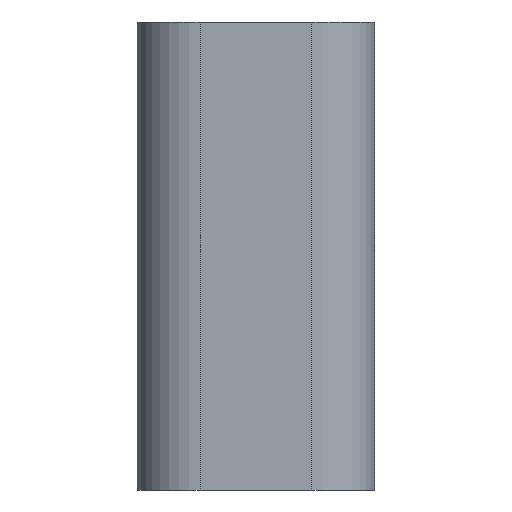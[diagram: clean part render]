
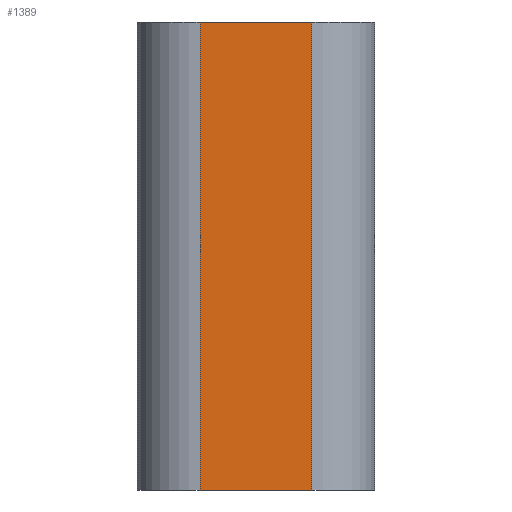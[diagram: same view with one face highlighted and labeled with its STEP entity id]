
A CAD part, left-side view. The second image highlights one B-rep face of the part: STEP entity #1389.
In plain terms, the highlighted planar face has unit normal (-1, 0, 0).
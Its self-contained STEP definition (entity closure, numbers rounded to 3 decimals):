
#33 = PLANE ( 'NONE',  #41 ) ;
#41 = AXIS2_PLACEMENT_3D ( 'NONE', #802, #948, #340 ) ;
#48 = VECTOR ( 'NONE', #1293, 1000. ) ;
#205 = EDGE_CURVE ( 'NONE', #1174, #431, #1504, .T. ) ;
#225 = ORIENTED_EDGE ( 'NONE', *, *, #826, .F. ) ;
#340 = DIRECTION ( 'NONE',  ( 0., 1., 0. ) ) ;
#414 = DIRECTION ( 'NONE',  ( 0., 1., 0. ) ) ;
#425 = LINE ( 'NONE', #646, #859 ) ;
#426 = ORIENTED_EDGE ( 'NONE', *, *, #469, .F. ) ;
#431 = VERTEX_POINT ( 'NONE', #1935 ) ;
#469 = EDGE_CURVE ( 'NONE', #532, #1759, #754, .T. ) ;
#479 = DIRECTION ( 'NONE',  ( 0., -1., 0. ) ) ;
#482 = DIRECTION ( 'NONE',  ( 0., 0., -1. ) ) ;
#526 = VECTOR ( 'NONE', #414, 1000. ) ;
#532 = VERTEX_POINT ( 'NONE', #1967 ) ;
#646 = CARTESIAN_POINT ( 'NONE',  ( -5.877, 0.795, 3.18 ) ) ;
#754 = LINE ( 'NONE', #1332, #526 ) ;
#802 = CARTESIAN_POINT ( 'NONE',  ( -5.877, 1.892, 3.18 ) ) ;
#813 = CARTESIAN_POINT ( 'NONE',  ( -5.877, 2.225, 3.18 ) ) ;
#826 = EDGE_CURVE ( 'NONE', #431, #532, #425, .T. ) ;
#859 = VECTOR ( 'NONE', #482, 1000. ) ;
#948 = DIRECTION ( 'NONE',  ( 1., 0., 0. ) ) ;
#1025 = CARTESIAN_POINT ( 'NONE',  ( -5.877, 2.225, 6.01 ) ) ;
#1074 = CARTESIAN_POINT ( 'NONE',  ( -5.877, 2.225, 0. ) ) ;
#1152 = EDGE_LOOP ( 'NONE', ( #225, #1298, #1508, #426 ) ) ;
#1174 = VERTEX_POINT ( 'NONE', #1025 ) ;
#1233 = CARTESIAN_POINT ( 'NONE',  ( -5.877, 2.225, 6.01 ) ) ;
#1269 = LINE ( 'NONE', #813, #48 ) ;
#1293 = DIRECTION ( 'NONE',  ( 0., 0., 1. ) ) ;
#1298 = ORIENTED_EDGE ( 'NONE', *, *, #205, .F. ) ;
#1332 = CARTESIAN_POINT ( 'NONE',  ( -5.877, 1.892, 0. ) ) ;
#1389 = ADVANCED_FACE ( 'NONE', ( #1414 ), #33, .F. ) ;
#1414 = FACE_OUTER_BOUND ( 'NONE', #1152, .T. ) ;
#1436 = EDGE_CURVE ( 'NONE', #1759, #1174, #1269, .T. ) ;
#1504 = LINE ( 'NONE', #1233, #1670 ) ;
#1508 = ORIENTED_EDGE ( 'NONE', *, *, #1436, .F. ) ;
#1670 = VECTOR ( 'NONE', #479, 1000. ) ;
#1759 = VERTEX_POINT ( 'NONE', #1074 ) ;
#1935 = CARTESIAN_POINT ( 'NONE',  ( -5.877, 0.795, 6.01 ) ) ;
#1967 = CARTESIAN_POINT ( 'NONE',  ( -5.877, 0.795, 0. ) ) ;
